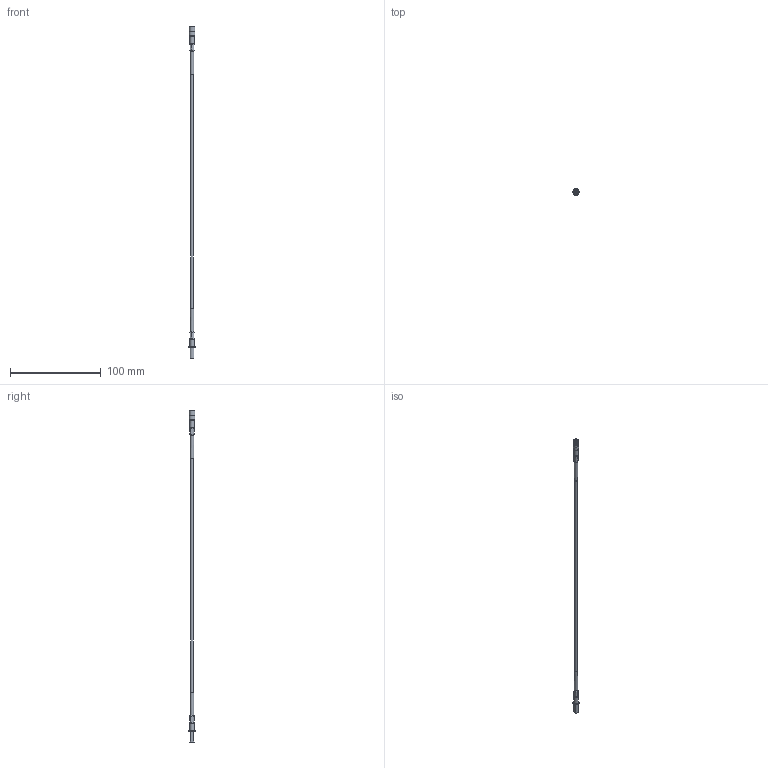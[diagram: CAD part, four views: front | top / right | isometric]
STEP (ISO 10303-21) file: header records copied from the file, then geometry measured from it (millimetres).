
FILE_DESCRIPTION(/* description */ (''),/* implementation_level */ '2;1');
FILE_NAME(/* name */ 'DC100930.stp',/* time_stamp */ '2017-05-09T13:45:27-04:00',/* author */ ('aneininger'),/* organization */ ('CONNECTION TECHNOLOGY CENTER'),/* preprocessor_version */ 'ST-DEVELOPER v16.5',/* originating_system */ 'Autodesk Inventor 2017',/* authorisation */ '');
FILE_SCHEMA (('AUTOMOTIVE_DESIGN { 1 0 10303 214 3 1 1 }'));
Length unit declared in the file: inch
Products named in the file (1): Part92
Bounding box: 6.8 x 6.8 x 365.91 mm (x, y, z)
Volume: 3518.5 mm3; surface area: 4793.1 mm2
Topology: 1 solids, 1 shells, 320 faces, 764 edges, 410 vertices
Faces by surface type: bspline 244, plane 36, cylinder 34, cone 5, sphere 1
Full cylindrical faces by diameter (mm): 0.991 x1, 1.067 x1, 1.524 x1, 2.794 x1, 3.048 x2, 3.646 x1, 3.759 x2, 3.9 x1, 3.937 x1, 4.801 x2, 5.207 x1, 6.553 x1, 6.604 x1, 6.8 x1
Entity records: 15208 total; most frequent: CARTESIAN_POINT 9046, ORIENTED_EDGE 1360, DIRECTION 827, EDGE_CURVE 679, VERTEX_POINT 398, EDGE_LOOP 354, AXIS2_PLACEMENT_3D 346, FACE_OUTER_BOUND 318
